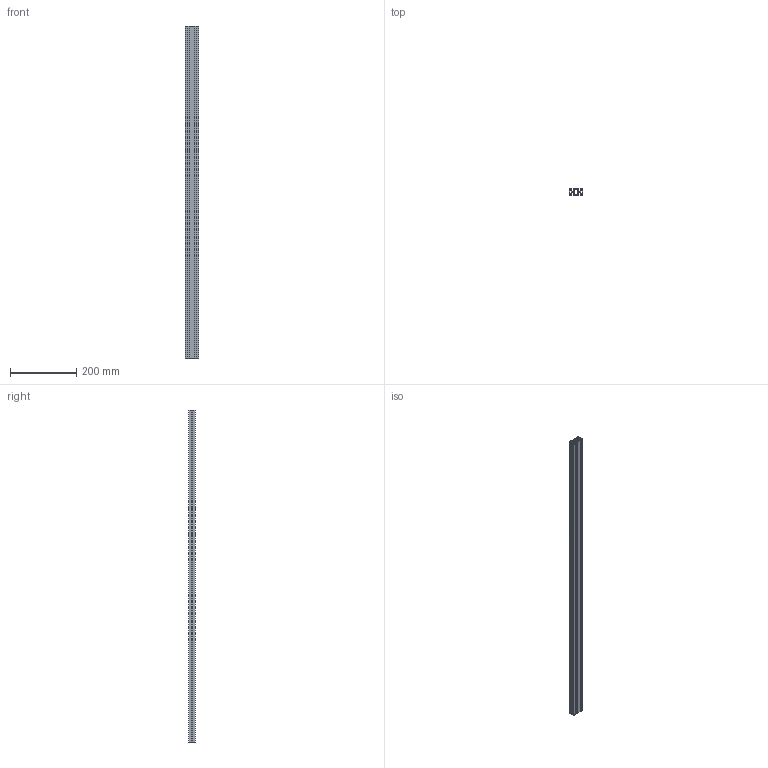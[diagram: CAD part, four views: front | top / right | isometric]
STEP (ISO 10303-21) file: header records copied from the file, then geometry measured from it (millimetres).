
FILE_DESCRIPTION(/* description */ (''),/* implementation_level */ '2;1');
FILE_NAME(/* name */ 'AFS-2040-4.ipt.stp',/* time_stamp */ '2016-10-06T11:43:46+09:00',/* author */ ('AMS43'),/* organization */ (''),/* preprocessor_version */ 'ST-DEVELOPER v15.2',/* originating_system */ 'Autodesk Inventor 2014',/* authorisation */ '');
FILE_SCHEMA (('AUTOMOTIVE_DESIGN { 1 0 10303 214 3 1 1 }'));
Length unit declared in the file: metre
Products named in the file (1): AFS-2040-4
Bounding box: 40 x 20 x 1000 mm (x, y, z)
Volume: 277786.6 mm3; surface area: 372836.8 mm2
Topology: 1 solids, 1 shells, 110 faces, 324 edges, 216 vertices
Faces by surface type: plane 88, cylinder 22
Full cylindrical faces by diameter (mm): 4 x4
Entity records: 3663 total; most frequent: CARTESIAN_POINT 647, ORIENTED_EDGE 640, DIRECTION 586, EDGE_CURVE 320, LINE 276, VECTOR 276, VERTEX_POINT 216, AXIS2_PLACEMENT_3D 155
